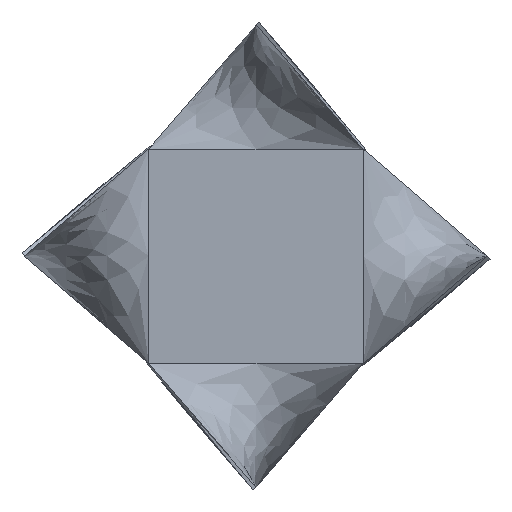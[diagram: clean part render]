
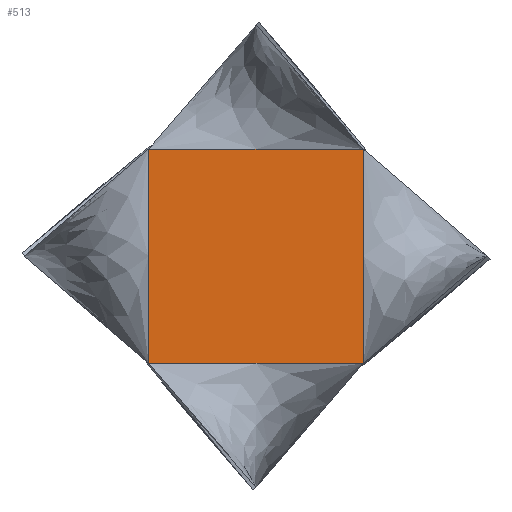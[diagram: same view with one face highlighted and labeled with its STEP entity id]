
A CAD part, top view. The second image highlights one B-rep face of the part: STEP entity #513.
In plain terms, the highlighted planar face has unit normal (0, 0, -1).
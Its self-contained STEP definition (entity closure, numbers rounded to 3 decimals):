
#49=PLANE('',#552);
#55=FACE_OUTER_BOUND('',#82,.T.);
#82=EDGE_LOOP('',(#353,#354,#355,#356,#357,#358,#359,#360));
#106=LINE('',#630,#154);
#107=LINE('',#632,#155);
#111=LINE('',#656,#159);
#112=LINE('',#657,#160);
#116=LINE('',#681,#164);
#117=LINE('',#682,#165);
#121=LINE('',#690,#169);
#122=LINE('',#691,#170);
#154=VECTOR('',#557,10.);
#155=VECTOR('',#558,10.);
#159=VECTOR('',#562,10.);
#160=VECTOR('',#563,10.);
#164=VECTOR('',#567,10.);
#165=VECTOR('',#568,10.);
#169=VECTOR('',#574,10.);
#170=VECTOR('',#575,10.);
#202=VERTEX_POINT('',#628);
#203=VERTEX_POINT('',#629);
#204=VERTEX_POINT('',#631);
#207=VERTEX_POINT('',#654);
#208=VERTEX_POINT('',#655);
#211=VERTEX_POINT('',#679);
#212=VERTEX_POINT('',#680);
#215=VERTEX_POINT('',#689);
#258=EDGE_CURVE('',#202,#203,#106,.T.);
#259=EDGE_CURVE('',#203,#204,#107,.T.);
#263=EDGE_CURVE('',#207,#208,#111,.T.);
#264=EDGE_CURVE('',#208,#202,#112,.T.);
#268=EDGE_CURVE('',#211,#212,#116,.T.);
#269=EDGE_CURVE('',#212,#207,#117,.T.);
#273=EDGE_CURVE('',#215,#211,#121,.T.);
#274=EDGE_CURVE('',#204,#215,#122,.T.);
#353=ORIENTED_EDGE('',*,*,#258,.F.);
#354=ORIENTED_EDGE('',*,*,#264,.F.);
#355=ORIENTED_EDGE('',*,*,#263,.F.);
#356=ORIENTED_EDGE('',*,*,#269,.F.);
#357=ORIENTED_EDGE('',*,*,#268,.F.);
#358=ORIENTED_EDGE('',*,*,#273,.F.);
#359=ORIENTED_EDGE('',*,*,#274,.F.);
#360=ORIENTED_EDGE('',*,*,#259,.F.);
#513=ADVANCED_FACE('',(#55),#49,.F.);
#552=AXIS2_PLACEMENT_3D('',#688,#572,#573);
#557=DIRECTION('',(0.,1.,0.));
#558=DIRECTION('',(0.,1.,0.));
#562=DIRECTION('',(1.,0.,0.));
#563=DIRECTION('',(1.,0.,0.));
#567=DIRECTION('',(0.,-1.,0.));
#568=DIRECTION('',(0.,-1.,0.));
#572=DIRECTION('center_axis',(0.,0.,
1.));
#573=DIRECTION('ref_axis',(1.,0.,0.));
#574=DIRECTION('',(-1.,0.,0.));
#575=DIRECTION('',(-1.,0.,0.));
#628=CARTESIAN_POINT('',(25.,-25.,0.));
#629=CARTESIAN_POINT('',(25.,0.,0.));
#630=CARTESIAN_POINT('',(25.,-25.,0.));
#631=CARTESIAN_POINT('',(25.,25.,0.));
#632=CARTESIAN_POINT('',(25.,-25.,0.));
#654=CARTESIAN_POINT('',(-25.,-25.,0.));
#655=CARTESIAN_POINT('',(0.,-25.,0.));
#656=CARTESIAN_POINT('',(-25.,-25.,0.));
#657=CARTESIAN_POINT('',(-25.,-25.,0.));
#679=CARTESIAN_POINT('',(-25.,25.,0.));
#680=CARTESIAN_POINT('',(-25.,0.,0.));
#681=CARTESIAN_POINT('',(-25.,25.,0.));
#682=CARTESIAN_POINT('',(-25.,25.,0.));
#688=CARTESIAN_POINT('Origin',(25.,-25.,0.));
#689=CARTESIAN_POINT('',(0.,25.,0.));
#690=CARTESIAN_POINT('',(25.,25.,0.));
#691=CARTESIAN_POINT('',(25.,25.,0.));
